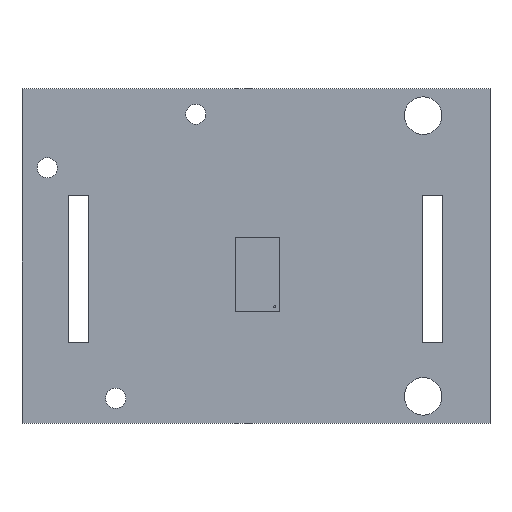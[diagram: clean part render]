
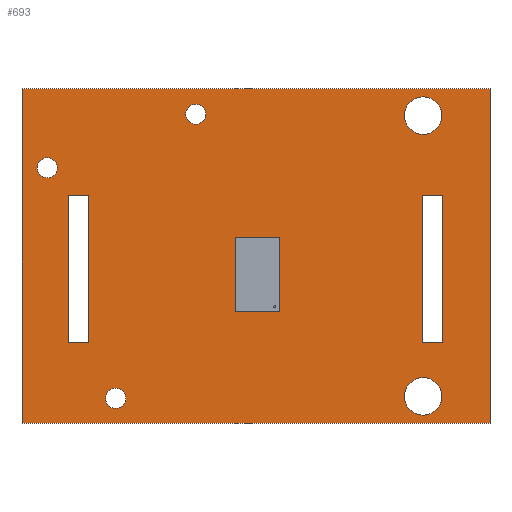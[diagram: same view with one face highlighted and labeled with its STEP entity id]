
A CAD part, top view. The second image highlights one B-rep face of the part: STEP entity #693.
In plain terms, the highlighted planar face has unit normal (0, 0, 1).
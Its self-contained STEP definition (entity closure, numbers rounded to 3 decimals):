
#124 = VERTEX_POINT('',#125);
#125 = CARTESIAN_POINT('',(0.,0.,0.411));
#131 = EDGE_CURVE('',#124,#132,#134,.T.);
#132 = VERTEX_POINT('',#133);
#133 = CARTESIAN_POINT('',(0.,25.,0.411));
#134 = LINE('',#135,#136);
#135 = CARTESIAN_POINT('',(0.,0.,0.411));
#136 = VECTOR('',#137,1.);
#137 = DIRECTION('',(0.,1.,0.));
#162 = EDGE_CURVE('',#132,#163,#165,.T.);
#163 = VERTEX_POINT('',#164);
#164 = CARTESIAN_POINT('',(35.,25.,0.411));
#165 = LINE('',#166,#167);
#166 = CARTESIAN_POINT('',(0.,25.,0.411));
#167 = VECTOR('',#168,1.);
#168 = DIRECTION('',(1.,0.,0.));
#193 = EDGE_CURVE('',#163,#194,#196,.T.);
#194 = VERTEX_POINT('',#195);
#195 = CARTESIAN_POINT('',(35.,0.,0.411));
#196 = LINE('',#197,#198);
#197 = CARTESIAN_POINT('',(35.,25.,0.411));
#198 = VECTOR('',#199,1.);
#199 = DIRECTION('',(0.,-1.,0.));
#224 = EDGE_CURVE('',#194,#124,#225,.T.);
#225 = LINE('',#226,#227);
#226 = CARTESIAN_POINT('',(35.,0.,0.411));
#227 = VECTOR('',#228,1.);
#228 = DIRECTION('',(-1.,0.,0.));
#248 = VERTEX_POINT('',#249);
#249 = CARTESIAN_POINT('',(7.75,1.85,0.411));
#255 = EDGE_CURVE('',#248,#248,#256,.T.);
#256 = CIRCLE('',#257,0.75);
#257 = AXIS2_PLACEMENT_3D('',#258,#259,#260);
#258 = CARTESIAN_POINT('',(7.,1.85,0.411));
#259 = DIRECTION('',(0.,0.,1.));
#260 = DIRECTION('',(1.,0.,0.));
#281 = VERTEX_POINT('',#282);
#282 = CARTESIAN_POINT('',(2.65,19.1,0.411));
#288 = EDGE_CURVE('',#281,#281,#289,.T.);
#289 = CIRCLE('',#290,0.75);
#290 = AXIS2_PLACEMENT_3D('',#291,#292,#293);
#291 = CARTESIAN_POINT('',(1.9,19.1,0.411));
#292 = DIRECTION('',(0.,0.,1.));
#293 = DIRECTION('',(1.,0.,0.));
#314 = VERTEX_POINT('',#315);
#315 = CARTESIAN_POINT('',(3.504,6.,0.411));
#321 = EDGE_CURVE('',#314,#322,#324,.T.);
#322 = VERTEX_POINT('',#323);
#323 = CARTESIAN_POINT('',(3.504,17.,0.411));
#324 = LINE('',#325,#326);
#325 = CARTESIAN_POINT('',(3.504,6.,0.411));
#326 = VECTOR('',#327,1.);
#327 = DIRECTION('',(0.,1.,0.));
#352 = EDGE_CURVE('',#322,#353,#355,.T.);
#353 = VERTEX_POINT('',#354);
#354 = CARTESIAN_POINT('',(5.004,17.,0.411));
#355 = LINE('',#356,#357);
#356 = CARTESIAN_POINT('',(3.504,17.,0.411));
#357 = VECTOR('',#358,1.);
#358 = DIRECTION('',(1.,0.,0.));
#383 = EDGE_CURVE('',#353,#384,#386,.T.);
#384 = VERTEX_POINT('',#385);
#385 = CARTESIAN_POINT('',(5.004,6.,0.411));
#386 = LINE('',#387,#388);
#387 = CARTESIAN_POINT('',(5.004,17.,0.411));
#388 = VECTOR('',#389,1.);
#389 = DIRECTION('',(0.,-1.,0.));
#414 = EDGE_CURVE('',#384,#314,#415,.T.);
#415 = LINE('',#416,#417);
#416 = CARTESIAN_POINT('',(5.004,6.,0.411));
#417 = VECTOR('',#418,1.);
#418 = DIRECTION('',(-1.,0.,0.));
#438 = VERTEX_POINT('',#439);
#439 = CARTESIAN_POINT('',(31.4,2.,0.411));
#445 = EDGE_CURVE('',#438,#438,#446,.T.);
#446 = CIRCLE('',#447,1.4);
#447 = AXIS2_PLACEMENT_3D('',#448,#449,#450);
#448 = CARTESIAN_POINT('',(30.,2.,0.411));
#449 = DIRECTION('',(0.,0.,1.));
#450 = DIRECTION('',(1.,0.,0.));
#471 = VERTEX_POINT('',#472);
#472 = CARTESIAN_POINT('',(29.954,6.008,0.411));
#478 = EDGE_CURVE('',#471,#479,#481,.T.);
#479 = VERTEX_POINT('',#480);
#480 = CARTESIAN_POINT('',(29.954,17.008,0.411));
#481 = LINE('',#482,#483);
#482 = CARTESIAN_POINT('',(29.954,6.008,0.411));
#483 = VECTOR('',#484,1.);
#484 = DIRECTION('',(0.,1.,0.));
#509 = EDGE_CURVE('',#479,#510,#512,.T.);
#510 = VERTEX_POINT('',#511);
#511 = CARTESIAN_POINT('',(31.454,17.008,0.411));
#512 = LINE('',#513,#514);
#513 = CARTESIAN_POINT('',(29.954,17.008,0.411));
#514 = VECTOR('',#515,1.);
#515 = DIRECTION('',(1.,0.,0.));
#540 = EDGE_CURVE('',#510,#541,#543,.T.);
#541 = VERTEX_POINT('',#542);
#542 = CARTESIAN_POINT('',(31.454,6.008,0.411));
#543 = LINE('',#544,#545);
#544 = CARTESIAN_POINT('',(31.454,17.008,0.411));
#545 = VECTOR('',#546,1.);
#546 = DIRECTION('',(0.,-1.,0.));
#571 = EDGE_CURVE('',#541,#471,#572,.T.);
#572 = LINE('',#573,#574);
#573 = CARTESIAN_POINT('',(31.454,6.008,0.411));
#574 = VECTOR('',#575,1.);
#575 = DIRECTION('',(-1.,0.,0.));
#595 = VERTEX_POINT('',#596);
#596 = CARTESIAN_POINT('',(13.75,23.1,0.411));
#602 = EDGE_CURVE('',#595,#595,#603,.T.);
#603 = CIRCLE('',#604,0.75);
#604 = AXIS2_PLACEMENT_3D('',#605,#606,#607);
#605 = CARTESIAN_POINT('',(13.,23.1,0.411));
#606 = DIRECTION('',(0.,0.,1.));
#607 = DIRECTION('',(1.,0.,0.));
#628 = VERTEX_POINT('',#629);
#629 = CARTESIAN_POINT('',(31.4,23.,0.411));
#635 = EDGE_CURVE('',#628,#628,#636,.T.);
#636 = CIRCLE('',#637,1.4);
#637 = AXIS2_PLACEMENT_3D('',#638,#639,#640);
#638 = CARTESIAN_POINT('',(30.,23.,0.411));
#639 = DIRECTION('',(0.,0.,1.));
#640 = DIRECTION('',(1.,0.,0.));
#693 = ADVANCED_FACE('',(#694,#700,#703,#706,#712,#715,#721,#724),#727,
  .T.);
#694 = FACE_BOUND('',#695,.F.);
#695 = EDGE_LOOP('',(#696,#697,#698,#699));
#696 = ORIENTED_EDGE('',*,*,#131,.T.);
#697 = ORIENTED_EDGE('',*,*,#162,.T.);
#698 = ORIENTED_EDGE('',*,*,#193,.T.);
#699 = ORIENTED_EDGE('',*,*,#224,.T.);
#700 = FACE_BOUND('',#701,.T.);
#701 = EDGE_LOOP('',(#702));
#702 = ORIENTED_EDGE('',*,*,#255,.F.);
#703 = FACE_BOUND('',#704,.T.);
#704 = EDGE_LOOP('',(#705));
#705 = ORIENTED_EDGE('',*,*,#288,.F.);
#706 = FACE_BOUND('',#707,.T.);
#707 = EDGE_LOOP('',(#708,#709,#710,#711));
#708 = ORIENTED_EDGE('',*,*,#321,.T.);
#709 = ORIENTED_EDGE('',*,*,#352,.T.);
#710 = ORIENTED_EDGE('',*,*,#383,.T.);
#711 = ORIENTED_EDGE('',*,*,#414,.T.);
#712 = FACE_BOUND('',#713,.T.);
#713 = EDGE_LOOP('',(#714));
#714 = ORIENTED_EDGE('',*,*,#445,.F.);
#715 = FACE_BOUND('',#716,.T.);
#716 = EDGE_LOOP('',(#717,#718,#719,#720));
#717 = ORIENTED_EDGE('',*,*,#478,.T.);
#718 = ORIENTED_EDGE('',*,*,#509,.T.);
#719 = ORIENTED_EDGE('',*,*,#540,.T.);
#720 = ORIENTED_EDGE('',*,*,#571,.T.);
#721 = FACE_BOUND('',#722,.T.);
#722 = EDGE_LOOP('',(#723));
#723 = ORIENTED_EDGE('',*,*,#602,.F.);
#724 = FACE_BOUND('',#725,.T.);
#725 = EDGE_LOOP('',(#726));
#726 = ORIENTED_EDGE('',*,*,#635,.F.);
#727 = PLANE('',#728);
#728 = AXIS2_PLACEMENT_3D('',#729,#730,#731);
#729 = CARTESIAN_POINT('',(0.,0.,0.411));
#730 = DIRECTION('',(0.,0.,1.));
#731 = DIRECTION('',(1.,0.,0.));
